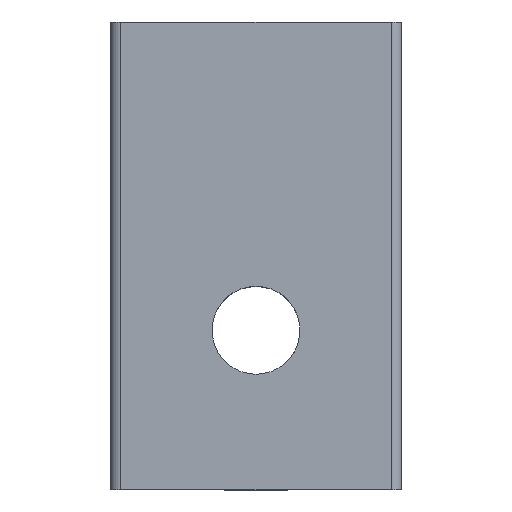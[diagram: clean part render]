
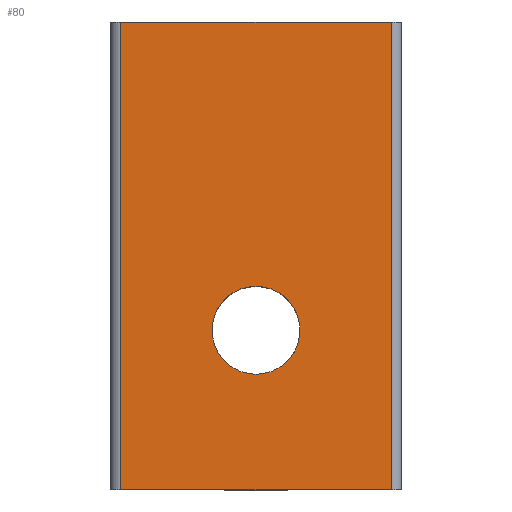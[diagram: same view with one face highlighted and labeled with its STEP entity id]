
A CAD part, top view. The second image highlights one B-rep face of the part: STEP entity #80.
In plain terms, the highlighted planar face has unit normal (0, 0, 1).
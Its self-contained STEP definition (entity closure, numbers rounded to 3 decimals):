
#14 = FACE_BOUND ( 'NONE', #91, .T. ) ;
#22 = VECTOR ( 'NONE', #382, 1000. ) ;
#23 = VECTOR ( 'NONE', #738, 1000. ) ;
#30 = LINE ( 'NONE', #103, #352 ) ;
#35 = DIRECTION ( 'NONE',  ( 0., -1., 0. ) ) ;
#79 = VERTEX_POINT ( 'NONE', #552 ) ;
#80 = ADVANCED_FACE ( 'NONE', ( #14, #563 ), #150, .F. ) ;
#84 = AXIS2_PLACEMENT_3D ( 'NONE', #167, #677, #505 ) ;
#91 = EDGE_LOOP ( 'NONE', ( #337, #97 ) ) ;
#97 = ORIENTED_EDGE ( 'NONE', *, *, #154, .F. ) ;
#103 = CARTESIAN_POINT ( 'NONE',  ( -6.35, -11., 0. ) ) ;
#110 = CARTESIAN_POINT ( 'NONE',  ( 6.35, 11., 0. ) ) ;
#113 = LINE ( 'NONE', #110, #23 ) ;
#131 = EDGE_CURVE ( 'NONE', #79, #325, #525, .T. ) ;
#144 = CARTESIAN_POINT ( 'NONE',  ( 0., -3.5, 0. ) ) ;
#150 = PLANE ( 'NONE',  #84 ) ;
#154 = EDGE_CURVE ( 'NONE', #363, #574, #736, .T. ) ;
#164 = DIRECTION ( 'NONE',  ( 0., 0., 1. ) ) ;
#167 = CARTESIAN_POINT ( 'NONE',  ( 6.35, -11., 0. ) ) ;
#168 = CARTESIAN_POINT ( 'NONE',  ( -6.35, -11., 0. ) ) ;
#193 = VERTEX_POINT ( 'NONE', #511 ) ;
#215 = EDGE_CURVE ( 'NONE', #193, #79, #113, .T. ) ;
#240 = AXIS2_PLACEMENT_3D ( 'NONE', #502, #164, #272 ) ;
#261 = EDGE_CURVE ( 'NONE', #574, #363, #538, .T. ) ;
#272 = DIRECTION ( 'NONE',  ( 0., -1., 0. ) ) ;
#275 = DIRECTION ( 'NONE',  ( 0., -1., 0. ) ) ;
#279 = ORIENTED_EDGE ( 'NONE', *, *, #215, .F. ) ;
#283 = EDGE_CURVE ( 'NONE', #325, #594, #711, .T. ) ;
#321 = CARTESIAN_POINT ( 'NONE',  ( 6.35, -11., 0. ) ) ;
#325 = VERTEX_POINT ( 'NONE', #444 ) ;
#337 = ORIENTED_EDGE ( 'NONE', *, *, #261, .F. ) ;
#339 = DIRECTION ( 'NONE',  ( 0., 1., 0. ) ) ;
#345 = ORIENTED_EDGE ( 'NONE', *, *, #283, .F. ) ;
#352 = VECTOR ( 'NONE', #339, 1000. ) ;
#359 = ORIENTED_EDGE ( 'NONE', *, *, #648, .F. ) ;
#363 = VERTEX_POINT ( 'NONE', #580 ) ;
#372 = VECTOR ( 'NONE', #275, 1000. ) ;
#382 = DIRECTION ( 'NONE',  ( -1., 0., 0. ) ) ;
#442 = CARTESIAN_POINT ( 'NONE',  ( 6.35, -11., 0. ) ) ;
#444 = CARTESIAN_POINT ( 'NONE',  ( 6.35, -11., 0. ) ) ;
#502 = CARTESIAN_POINT ( 'NONE',  ( 0., -3.5, 0. ) ) ;
#505 = DIRECTION ( 'NONE',  ( 0., 1., 0. ) ) ;
#511 = CARTESIAN_POINT ( 'NONE',  ( -6.35, 11., 0. ) ) ;
#525 = LINE ( 'NONE', #442, #372 ) ;
#527 = AXIS2_PLACEMENT_3D ( 'NONE', #144, #600, #35 ) ;
#532 = ORIENTED_EDGE ( 'NONE', *, *, #131, .F. ) ;
#538 = CIRCLE ( 'NONE', #527, 2.067 ) ;
#552 = CARTESIAN_POINT ( 'NONE',  ( 6.35, 11., 0. ) ) ;
#563 = FACE_OUTER_BOUND ( 'NONE', #712, .T. ) ;
#574 = VERTEX_POINT ( 'NONE', #729 ) ;
#580 = CARTESIAN_POINT ( 'NONE',  ( 0., -1.433, 0. ) ) ;
#594 = VERTEX_POINT ( 'NONE', #168 ) ;
#600 = DIRECTION ( 'NONE',  ( 0., 0., 1. ) ) ;
#648 = EDGE_CURVE ( 'NONE', #594, #193, #30, .T. ) ;
#677 = DIRECTION ( 'NONE',  ( 0., 0., -1. ) ) ;
#711 = LINE ( 'NONE', #321, #22 ) ;
#712 = EDGE_LOOP ( 'NONE', ( #345, #532, #279, #359 ) ) ;
#729 = CARTESIAN_POINT ( 'NONE',  ( 0., -5.567, 0. ) ) ;
#736 = CIRCLE ( 'NONE', #240, 2.067 ) ;
#738 = DIRECTION ( 'NONE',  ( 1., 0., 0. ) ) ;
